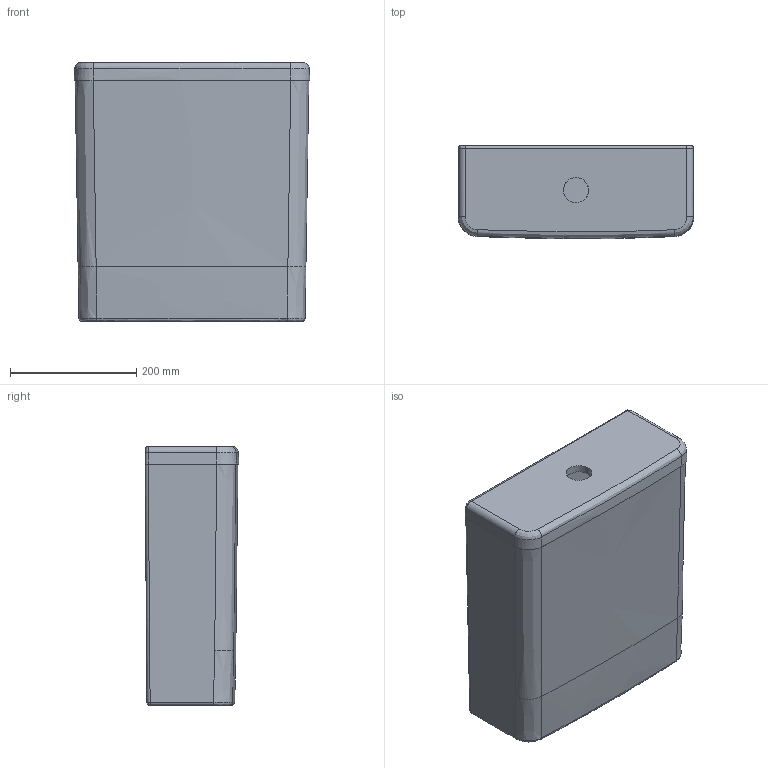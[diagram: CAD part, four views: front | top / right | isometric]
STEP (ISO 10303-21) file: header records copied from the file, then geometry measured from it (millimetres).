
FILE_DESCRIPTION(/* description */ (''),/* implementation_level */ '2;1');
FILE_NAME(/* name */ 'STEP - 349A-2C, 349B-2C_1832602, 1832604',/* time_stamp */ '2025-07-17T15:00:26+10:00',/* author */ (''),/* organization */ (''),/* preprocessor_version */ 'ST-DEVELOPER v16.5',/* originating_system */ 'Rhino 7.37',/* authorisation */ '');
FILE_SCHEMA (('AUTOMOTIVE_DESIGN'));
Length unit declared in the file: millimetre
Products named in the file (1): Document
Bounding box: 373.2 x 148.56 x 410 mm (x, y, z)
Volume: 5901332.8 mm3; surface area: 946469.2 mm2
Topology: 2 solids, 2 shells, 301 faces, 695 edges, 408 vertices
Faces by surface type: bspline 159, cylinder 97, plane 45
Entity records: 14420 total; most frequent: CARTESIAN_POINT 10030, ORIENTED_EDGE 1390, EDGE_CURVE 695, B_SPLINE_CURVE_WITH_KNOTS 498, VERTEX_POINT 408, EDGE_LOOP 313, ADVANCED_FACE 301, FACE_OUTER_BOUND 301
